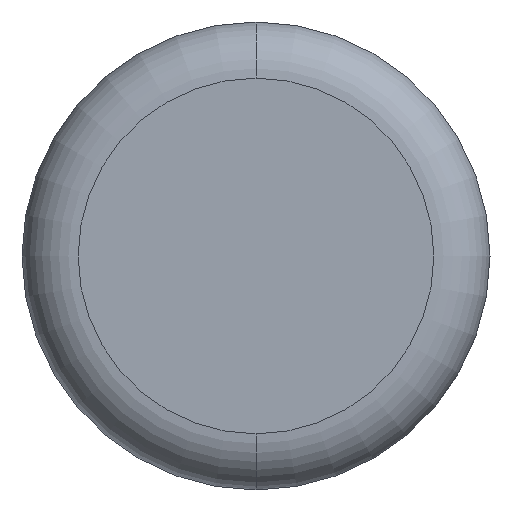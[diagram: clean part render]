
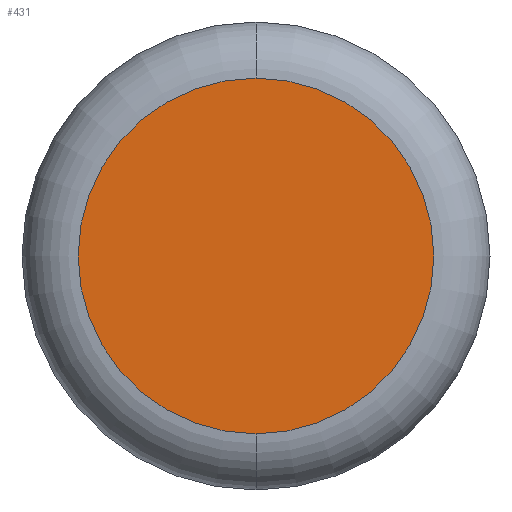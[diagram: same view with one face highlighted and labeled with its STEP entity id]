
A CAD part, front view. The second image highlights one B-rep face of the part: STEP entity #431.
In plain terms, the highlighted planar face has unit normal (0, -1, 0).
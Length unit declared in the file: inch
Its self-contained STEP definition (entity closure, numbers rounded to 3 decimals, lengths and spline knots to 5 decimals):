
#6 = DIRECTION ( 'NONE',  ( 0., -1., 0. ) ) ;
#25 = CARTESIAN_POINT ( 'NONE',  ( 0., 0., 0. ) ) ;
#34 = AXIS2_PLACEMENT_3D ( 'NONE', #177, #440, #138 ) ;
#52 = AXIS2_PLACEMENT_3D ( 'NONE', #25, #204, #536 ) ;
#69 = CARTESIAN_POINT ( 'NONE',  ( 0., 0., -0.095 ) ) ;
#115 = EDGE_CURVE ( 'NONE', #462, #494, #376, .T. ) ;
#138 = DIRECTION ( 'NONE',  ( 0., 0., -1. ) ) ;
#166 = PLANE ( 'NONE',  #502 ) ;
#177 = CARTESIAN_POINT ( 'NONE',  ( 0., 0., 0. ) ) ;
#204 = DIRECTION ( 'NONE',  ( 0., -1., 0. ) ) ;
#232 = ORIENTED_EDGE ( 'NONE', *, *, #115, .T. ) ;
#262 = EDGE_CURVE ( 'NONE', #494, #462, #511, .T. ) ;
#334 = ORIENTED_EDGE ( 'NONE', *, *, #262, .T. ) ;
#356 = FACE_OUTER_BOUND ( 'NONE', #535, .T. ) ;
#376 = CIRCLE ( 'NONE', #34, 0.095 ) ;
#401 = DIRECTION ( 'NONE',  ( 0., 0., -1. ) ) ;
#431 = ADVANCED_FACE ( 'NONE', ( #356 ), #166, .T. ) ;
#440 = DIRECTION ( 'NONE',  ( 0., -1., 0. ) ) ;
#462 = VERTEX_POINT ( 'NONE', #69 ) ;
#487 = CARTESIAN_POINT ( 'NONE',  ( 0., 0., 0.095 ) ) ;
#494 = VERTEX_POINT ( 'NONE', #487 ) ;
#502 = AXIS2_PLACEMENT_3D ( 'NONE', #514, #6, #401 ) ;
#511 = CIRCLE ( 'NONE', #52, 0.095 ) ;
#514 = CARTESIAN_POINT ( 'NONE',  ( 0., 0., 0. ) ) ;
#535 = EDGE_LOOP ( 'NONE', ( #232, #334 ) ) ;
#536 = DIRECTION ( 'NONE',  ( 0., 0., -1. ) ) ;
